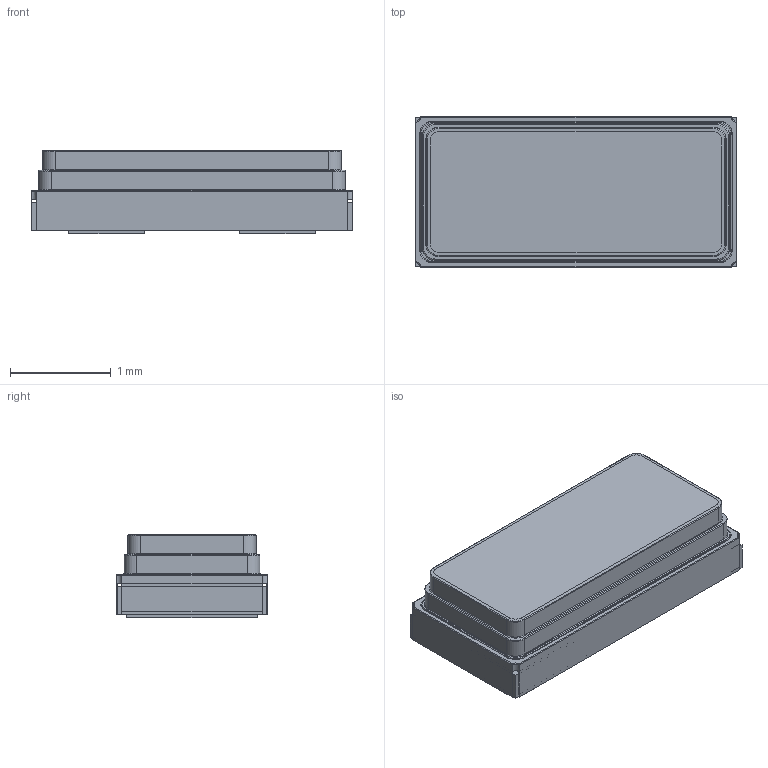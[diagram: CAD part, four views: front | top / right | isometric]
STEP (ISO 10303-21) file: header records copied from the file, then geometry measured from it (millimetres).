
FILE_DESCRIPTION(/* description */ ('model of Crystal_SMD_3215-2Pin_3.2x1.5mm'),/* implementation_level */ '2;1');
FILE_NAME(/* name */ 'Crystal_SMD_3215-2Pin_3.2x1.5mm.step',/* time_stamp */ '2022-11-24T14:58:07',/* author */ ('KiCAD','kicad'),/* organization */ ('OCCT'),/* preprocessor_version */ '',/* originating_system */ 'KiCAD',/* authorisation */ '');
FILE_SCHEMA(('AUTOMOTIVE_DESIGN { 1 0 10303 214 1 1 1 1 }'));
Length unit declared in the file: millimetre
Products named in the file (11): CQ assembly; b1fdb712-6c3a-11ed-9949-00155d54bf7b; b1fdb712-6c3a-11ed-9949-00155d54bf7b_part; b1fdb8d4-6c3a-11ed-9949-00155d54bf7b; b1fdb8d4-6c3a-11ed-9949-00155d54bf7b_part; b1fdb97e-6c3a-11ed-9949-00155d54bf7b; b1fdb97e-6c3a-11ed-9949-00155d54bf7b_part; b1fdb9d8-6c3a-11ed-9949-00155d54bf7b; b1fdb9d8-6c3a-11ed-9949-00155d54bf7b_part; b213dfb0-6c3a-11ed-9949-00155d54bf7b; b213dfb0-6c3a-11ed-9949-00155d54bf7b_part
Assembly tree (10 placements, depth 4):
  CQ assembly
    b1fdb712-6c3a-11ed-9949-00155d54bf7b
      b1fdb712-6c3a-11ed-9949-00155d54bf7b_part
      b1fdb8d4-6c3a-11ed-9949-00155d54bf7b
        b1fdb8d4-6c3a-11ed-9949-00155d54bf7b_part
      b1fdb97e-6c3a-11ed-9949-00155d54bf7b
        b1fdb97e-6c3a-11ed-9949-00155d54bf7b_part
      b1fdb9d8-6c3a-11ed-9949-00155d54bf7b
        b1fdb9d8-6c3a-11ed-9949-00155d54bf7b_part
      b213dfb0-6c3a-11ed-9949-00155d54bf7b
        b213dfb0-6c3a-11ed-9949-00155d54bf7b_part
Bounding box: 3.2 x 1.5 x 0.83 mm (x, y, z)
Surface area: 51.7 mm2
Topology: 5 solids, 5 shells, 151 faces, 348 edges, 208 vertices
Faces by surface type: cylinder 60, plane 55, torus 36
Entity records: 4619 total; most frequent: CARTESIAN_POINT 870, DIRECTION 820, ORIENTED_EDGE 696, EDGE_CURVE 348, AXIS2_PLACEMENT_3D 318, VERTEX_POINT 208, LINE 184, VECTOR 184
